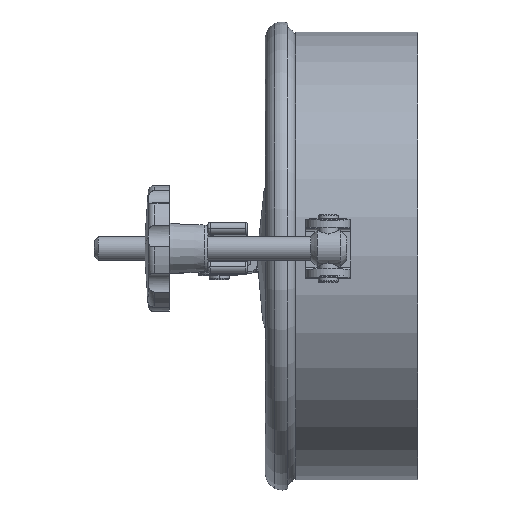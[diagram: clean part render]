
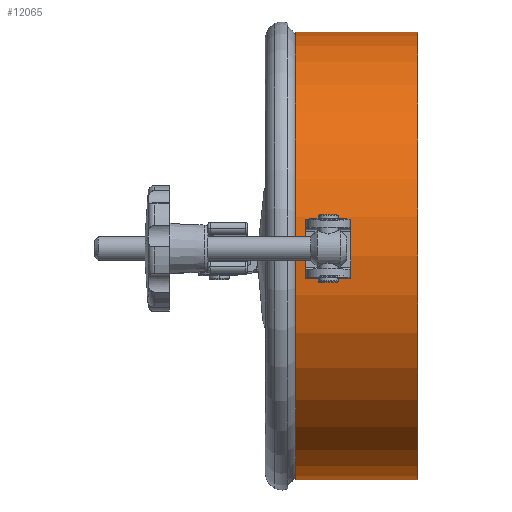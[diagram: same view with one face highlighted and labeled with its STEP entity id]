
A CAD part, left-side view. The second image highlights one B-rep face of the part: STEP entity #12065.
In plain terms, the highlighted cylindrical face has radius 110 mm (diameter 220 mm), a partial arc.
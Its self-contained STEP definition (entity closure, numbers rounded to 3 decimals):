
#7394 = VECTOR ( 'NONE', #7479, 1000. ) ;
#7479 = DIRECTION ( 'NONE',  ( 0., 1., 0. ) ) ;
#7480 = CARTESIAN_POINT ( 'NONE',  ( 4792.026, 1457.645, -110. ) ) ;
#7481 = LINE ( 'NONE', #7480, #7394 ) ;
#7483 = CARTESIAN_POINT ( 'NONE',  ( 4792.026, 1348.137, -110. ) ) ;
#7484 = CARTESIAN_POINT ( 'NONE',  ( 4792.026, 1348.137, 110. ) ) ;
#7573 = DIRECTION ( 'NONE',  ( 0., 0., 1. ) ) ;
#7574 = DIRECTION ( 'NONE',  ( 0., 1., 0. ) ) ;
#7575 = CARTESIAN_POINT ( 'NONE',  ( 4792.026, 1408.137, 0. ) ) ;
#7576 = AXIS2_PLACEMENT_3D ( 'NONE', #7575, #7574, #7573 ) ;
#7577 = CIRCLE ( 'NONE', #7576, 110. ) ;
#7578 = DIRECTION ( 'NONE',  ( 0., 0., 1. ) ) ;
#7579 = DIRECTION ( 'NONE',  ( 0., 1., 0. ) ) ;
#7580 = CARTESIAN_POINT ( 'NONE',  ( 4792.026, 1348.137, 0. ) ) ;
#7581 = AXIS2_PLACEMENT_3D ( 'NONE', #7580, #7579, #7578 ) ;
#7582 = CIRCLE ( 'NONE', #7581, 110. ) ;
#7591 = CARTESIAN_POINT ( 'NONE',  ( 4792.026, 1408.137, -110. ) ) ;
#7599 = DIRECTION ( 'NONE',  ( 0., 1., 0. ) ) ;
#7600 = CARTESIAN_POINT ( 'NONE',  ( 4792.026, 1457.645, 110. ) ) ;
#7601 = LINE ( 'NONE', #7600, #7665 ) ;
#7612 = CARTESIAN_POINT ( 'NONE',  ( 4792.026, 1408.137, 110. ) ) ;
#7665 = VECTOR ( 'NONE', #7599, 1000. ) ;
#7781 = DIRECTION ( 'NONE',  ( 0., 0., 1. ) ) ;
#7782 = DIRECTION ( 'NONE',  ( 0., 1., 0. ) ) ;
#7783 = CARTESIAN_POINT ( 'NONE',  ( 4792.026, 1457.645, 0. ) ) ;
#7784 = AXIS2_PLACEMENT_3D ( 'NONE', #7783, #7782, #7781 ) ;
#7785 = CYLINDRICAL_SURFACE ( 'NONE', #7784, 110. ) ;
#7786 = FACE_OUTER_BOUND ( 'NONE', #12066, .T. ) ;
#11999 = VERTEX_POINT ( 'NONE', #7484 ) ;
#12000 = VERTEX_POINT ( 'NONE', #7483 ) ;
#12002 = EDGE_CURVE ( 'NONE', #12000, #12003, #7481, .T. ) ;
#12003 = VERTEX_POINT ( 'NONE', #7591 ) ;
#12006 = VERTEX_POINT ( 'NONE', #7612 ) ;
#12008 = EDGE_CURVE ( 'NONE', #11999, #12006, #7601, .T. ) ;
#12038 = ORIENTED_EDGE ( 'NONE', *, *, #12039, .T. ) ;
#12039 = EDGE_CURVE ( 'NONE', #12000, #11999, #7582, .T. ) ;
#12040 = ORIENTED_EDGE ( 'NONE', *, *, #12008, .T. ) ;
#12041 = ORIENTED_EDGE ( 'NONE', *, *, #12042, .F. ) ;
#12042 = EDGE_CURVE ( 'NONE', #12003, #12006, #7577, .T. ) ;
#12065 = ADVANCED_FACE ( 'NONE', ( #7786 ), #7785, .T. ) ;
#12066 = EDGE_LOOP ( 'NONE', ( #12067, #12038, #12040, #12041 ) ) ;
#12067 = ORIENTED_EDGE ( 'NONE', *, *, #12002, .F. ) ;
